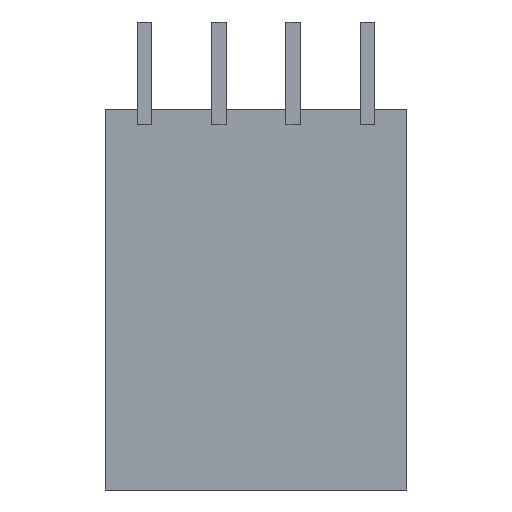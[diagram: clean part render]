
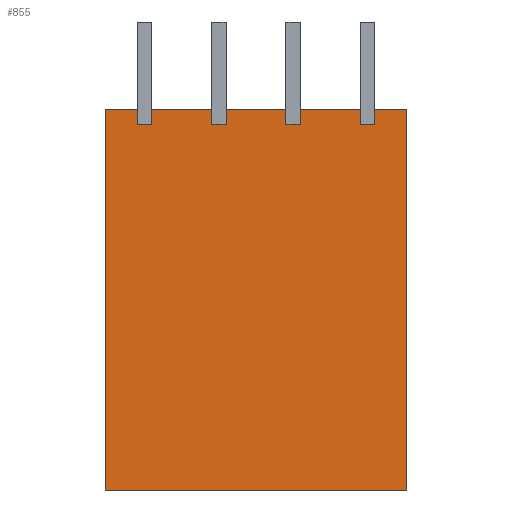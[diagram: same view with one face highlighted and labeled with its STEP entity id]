
A CAD part, front view. The second image highlights one B-rep face of the part: STEP entity #855.
In plain terms, the highlighted planar face has unit normal (0, -1, 0).
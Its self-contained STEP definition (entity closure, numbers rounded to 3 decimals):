
#19 = CARTESIAN_POINT ( 'NONE',  ( -3.56, 0., 6. ) ) ;
#29 = CARTESIAN_POINT ( 'NONE',  ( -1.02, 0., 6. ) ) ;
#30 = ORIENTED_EDGE ( 'NONE', *, *, #1294, .F. ) ;
#32 = VERTEX_POINT ( 'NONE', #1120 ) ;
#58 = CARTESIAN_POINT ( 'NONE',  ( -4.06, 0., 6.5 ) ) ;
#59 = LINE ( 'NONE', #883, #180 ) ;
#74 = VECTOR ( 'NONE', #471, 1000. ) ;
#99 = DIRECTION ( 'NONE',  ( 1., 0., 0. ) ) ;
#109 = EDGE_CURVE ( 'NONE', #716, #503, #607, .T. ) ;
#113 = ORIENTED_EDGE ( 'NONE', *, *, #748, .F. ) ;
#120 = VECTOR ( 'NONE', #980, 1000. ) ;
#121 = EDGE_CURVE ( 'NONE', #1101, #249, #501, .T. ) ;
#122 = ORIENTED_EDGE ( 'NONE', *, *, #121, .F. ) ;
#131 = ORIENTED_EDGE ( 'NONE', *, *, #560, .F. ) ;
#134 = DIRECTION ( 'NONE',  ( 0., 0., -1. ) ) ;
#147 = VECTOR ( 'NONE', #879, 1000. ) ;
#148 = ORIENTED_EDGE ( 'NONE', *, *, #1048, .F. ) ;
#150 = CARTESIAN_POINT ( 'NONE',  ( -3.56, 0., 6.5 ) ) ;
#167 = EDGE_CURVE ( 'NONE', #520, #1101, #847, .T. ) ;
#172 = CARTESIAN_POINT ( 'NONE',  ( 3.56, 0., 6.5 ) ) ;
#180 = VECTOR ( 'NONE', #1241, 1000. ) ;
#202 = EDGE_CURVE ( 'NONE', #1230, #1499, #776, .T. ) ;
#223 = DIRECTION ( 'NONE',  ( 0., 0., 1. ) ) ;
#228 = CARTESIAN_POINT ( 'NONE',  ( -3.56, 0., 6. ) ) ;
#233 = VERTEX_POINT ( 'NONE', #58 ) ;
#235 = LINE ( 'NONE', #1116, #625 ) ;
#241 = DIRECTION ( 'NONE',  ( 1., 0., 0. ) ) ;
#249 = VERTEX_POINT ( 'NONE', #307 ) ;
#252 = VECTOR ( 'NONE', #585, 1000. ) ;
#262 = LINE ( 'NONE', #1235, #935 ) ;
#263 = CARTESIAN_POINT ( 'NONE',  ( 4.06, 0., 6. ) ) ;
#266 = ORIENTED_EDGE ( 'NONE', *, *, #1063, .F. ) ;
#283 = ORIENTED_EDGE ( 'NONE', *, *, #305, .F. ) ;
#300 = AXIS2_PLACEMENT_3D ( 'NONE', #799, #1143, #1502 ) ;
#303 = FACE_OUTER_BOUND ( 'NONE', #1270, .T. ) ;
#305 = EDGE_CURVE ( 'NONE', #432, #1230, #1420, .T. ) ;
#307 = CARTESIAN_POINT ( 'NONE',  ( 4.06, 0., 6.5 ) ) ;
#319 = CARTESIAN_POINT ( 'NONE',  ( -1.52, 0., 6. ) ) ;
#321 = VECTOR ( 'NONE', #1517, 1000. ) ;
#327 = VECTOR ( 'NONE', #1194, 1000. ) ;
#332 = EDGE_CURVE ( 'NONE', #1196, #1260, #1545, .T. ) ;
#339 = LINE ( 'NONE', #475, #873 ) ;
#351 = CARTESIAN_POINT ( 'NONE',  ( -5.15, 0., 6.5 ) ) ;
#357 = LINE ( 'NONE', #1193, #757 ) ;
#367 = ORIENTED_EDGE ( 'NONE', *, *, #202, .F. ) ;
#376 = CARTESIAN_POINT ( 'NONE',  ( -5.15, 0., 6.5 ) ) ;
#432 = VERTEX_POINT ( 'NONE', #1175 ) ;
#436 = ORIENTED_EDGE ( 'NONE', *, *, #1348, .F. ) ;
#465 = DIRECTION ( 'NONE',  ( 0., 0., 1. ) ) ;
#471 = DIRECTION ( 'NONE',  ( 1., 0., 0. ) ) ;
#475 = CARTESIAN_POINT ( 'NONE',  ( 1.02, 0., 6. ) ) ;
#476 = CARTESIAN_POINT ( 'NONE',  ( -1.02, 0., 6.5 ) ) ;
#479 = LINE ( 'NONE', #228, #1303 ) ;
#487 = VECTOR ( 'NONE', #948, 1000. ) ;
#501 = LINE ( 'NONE', #1349, #120 ) ;
#503 = VERTEX_POINT ( 'NONE', #19 ) ;
#513 = ORIENTED_EDGE ( 'NONE', *, *, #1136, .F. ) ;
#520 = VERTEX_POINT ( 'NONE', #616 ) ;
#524 = ORIENTED_EDGE ( 'NONE', *, *, #1177, .F. ) ;
#549 = CARTESIAN_POINT ( 'NONE',  ( -5.15, 0., 6.5 ) ) ;
#554 = CARTESIAN_POINT ( 'NONE',  ( -4.06, 0., 6. ) ) ;
#558 = CARTESIAN_POINT ( 'NONE',  ( 1.02, 0., 6. ) ) ;
#560 = EDGE_CURVE ( 'NONE', #875, #1144, #262, .T. ) ;
#585 = DIRECTION ( 'NONE',  ( -1., 0., 0. ) ) ;
#607 = LINE ( 'NONE', #1100, #74 ) ;
#616 = CARTESIAN_POINT ( 'NONE',  ( 3.56, 0., 6. ) ) ;
#625 = VECTOR ( 'NONE', #1315, 1000. ) ;
#651 = CARTESIAN_POINT ( 'NONE',  ( 5.15, 0., 6.5 ) ) ;
#679 = LINE ( 'NONE', #549, #1523 ) ;
#695 = VECTOR ( 'NONE', #1525, 1000. ) ;
#699 = ORIENTED_EDGE ( 'NONE', *, *, #1060, .F. ) ;
#715 = DIRECTION ( 'NONE',  ( 0., 0., -1. ) ) ;
#716 = VERTEX_POINT ( 'NONE', #554 ) ;
#748 = EDGE_CURVE ( 'NONE', #1242, #233, #235, .T. ) ;
#757 = VECTOR ( 'NONE', #99, 1000. ) ;
#776 = LINE ( 'NONE', #29, #321 ) ;
#790 = ORIENTED_EDGE ( 'NONE', *, *, #332, .F. ) ;
#799 = CARTESIAN_POINT ( 'NONE',  ( 0., 0., 0. ) ) ;
#806 = LINE ( 'NONE', #1189, #940 ) ;
#839 = CARTESIAN_POINT ( 'NONE',  ( -1.02, 0., 6. ) ) ;
#847 = LINE ( 'NONE', #263, #147 ) ;
#855 = ADVANCED_FACE ( 'NONE', ( #303 ), #907, .T. ) ;
#856 = DIRECTION ( 'NONE',  ( 0., 0., 1. ) ) ;
#860 = ORIENTED_EDGE ( 'NONE', *, *, #167, .F. ) ;
#873 = VECTOR ( 'NONE', #715, 1000. ) ;
#875 = VERTEX_POINT ( 'NONE', #651 ) ;
#879 = DIRECTION ( 'NONE',  ( 1., 0., 0. ) ) ;
#883 = CARTESIAN_POINT ( 'NONE',  ( -5.15, 0., 6.5 ) ) ;
#884 = ORIENTED_EDGE ( 'NONE', *, *, #1093, .F. ) ;
#904 = VERTEX_POINT ( 'NONE', #150 ) ;
#907 = PLANE ( 'NONE',  #300 ) ;
#909 = DIRECTION ( 'NONE',  ( 1., 0., 0. ) ) ;
#932 = EDGE_CURVE ( 'NONE', #1260, #1572, #59, .T. ) ;
#935 = VECTOR ( 'NONE', #134, 1000. ) ;
#940 = VECTOR ( 'NONE', #1072, 1000. ) ;
#948 = DIRECTION ( 'NONE',  ( 0., 0., -1. ) ) ;
#952 = CARTESIAN_POINT ( 'NONE',  ( -5.15, 0., -6.5 ) ) ;
#955 = CARTESIAN_POINT ( 'NONE',  ( 3.56, 0., 6. ) ) ;
#959 = CARTESIAN_POINT ( 'NONE',  ( 5.15, 0., -6.5 ) ) ;
#965 = CARTESIAN_POINT ( 'NONE',  ( -5.15, 0., 6.5 ) ) ;
#971 = DIRECTION ( 'NONE',  ( 0., 0., 1. ) ) ;
#980 = DIRECTION ( 'NONE',  ( 0., 0., 1. ) ) ;
#1010 = VERTEX_POINT ( 'NONE', #558 ) ;
#1048 = EDGE_CURVE ( 'NONE', #233, #716, #806, .T. ) ;
#1060 = EDGE_CURVE ( 'NONE', #1144, #32, #1411, .T. ) ;
#1063 = EDGE_CURVE ( 'NONE', #1530, #1010, #339, .T. ) ;
#1071 = VECTOR ( 'NONE', #971, 1000. ) ;
#1072 = DIRECTION ( 'NONE',  ( 0., 0., -1. ) ) ;
#1079 = LINE ( 'NONE', #351, #1092 ) ;
#1092 = VECTOR ( 'NONE', #465, 1000. ) ;
#1093 = EDGE_CURVE ( 'NONE', #249, #875, #1332, .T. ) ;
#1100 = CARTESIAN_POINT ( 'NONE',  ( -3.56, 0., 6. ) ) ;
#1101 = VERTEX_POINT ( 'NONE', #1202 ) ;
#1108 = LINE ( 'NONE', #376, #695 ) ;
#1114 = CARTESIAN_POINT ( 'NONE',  ( -1.02, 0., 6. ) ) ;
#1115 = EDGE_CURVE ( 'NONE', #32, #1242, #1079, .T. ) ;
#1116 = CARTESIAN_POINT ( 'NONE',  ( -5.15, 0., 6.5 ) ) ;
#1120 = CARTESIAN_POINT ( 'NONE',  ( -5.15, 0., -6.5 ) ) ;
#1126 = ORIENTED_EDGE ( 'NONE', *, *, #1227, .F. ) ;
#1136 = EDGE_CURVE ( 'NONE', #1499, #1488, #1432, .T. ) ;
#1143 = DIRECTION ( 'NONE',  ( 0., -1., 0. ) ) ;
#1144 = VERTEX_POINT ( 'NONE', #959 ) ;
#1150 = VECTOR ( 'NONE', #241, 1000. ) ;
#1175 = CARTESIAN_POINT ( 'NONE',  ( -1.52, 0., 6.5 ) ) ;
#1177 = EDGE_CURVE ( 'NONE', #1010, #1196, #357, .T. ) ;
#1180 = EDGE_CURVE ( 'NONE', #503, #904, #479, .T. ) ;
#1189 = CARTESIAN_POINT ( 'NONE',  ( -4.06, 0., 6. ) ) ;
#1192 = VECTOR ( 'NONE', #223, 1000. ) ;
#1193 = CARTESIAN_POINT ( 'NONE',  ( 1.52, 0., 6. ) ) ;
#1194 = DIRECTION ( 'NONE',  ( 0., 0., -1. ) ) ;
#1196 = VERTEX_POINT ( 'NONE', #1563 ) ;
#1202 = CARTESIAN_POINT ( 'NONE',  ( 4.06, 0., 6. ) ) ;
#1227 = EDGE_CURVE ( 'NONE', #1572, #520, #1323, .T. ) ;
#1230 = VERTEX_POINT ( 'NONE', #1377 ) ;
#1235 = CARTESIAN_POINT ( 'NONE',  ( 5.15, 0., 6.5 ) ) ;
#1241 = DIRECTION ( 'NONE',  ( 1., 0., 0. ) ) ;
#1242 = VERTEX_POINT ( 'NONE', #1356 ) ;
#1247 = CARTESIAN_POINT ( 'NONE',  ( 1.02, 0., 6.5 ) ) ;
#1260 = VERTEX_POINT ( 'NONE', #1464 ) ;
#1270 = EDGE_LOOP ( 'NONE', ( #860, #1126, #1366, #790, #524, #266, #436, #513, #367, #283, #30, #1277, #1476, #148, #113, #1487, #699, #131, #884, #122 ) ) ;
#1277 = ORIENTED_EDGE ( 'NONE', *, *, #1180, .F. ) ;
#1294 = EDGE_CURVE ( 'NONE', #904, #432, #1108, .T. ) ;
#1303 = VECTOR ( 'NONE', #856, 1000. ) ;
#1315 = DIRECTION ( 'NONE',  ( 1., 0., 0. ) ) ;
#1323 = LINE ( 'NONE', #955, #487 ) ;
#1332 = LINE ( 'NONE', #965, #1150 ) ;
#1348 = EDGE_CURVE ( 'NONE', #1488, #1530, #679, .T. ) ;
#1349 = CARTESIAN_POINT ( 'NONE',  ( 4.06, 0., 6. ) ) ;
#1356 = CARTESIAN_POINT ( 'NONE',  ( -5.15, 0., 6.5 ) ) ;
#1366 = ORIENTED_EDGE ( 'NONE', *, *, #932, .F. ) ;
#1377 = CARTESIAN_POINT ( 'NONE',  ( -1.52, 0., 6. ) ) ;
#1411 = LINE ( 'NONE', #952, #252 ) ;
#1420 = LINE ( 'NONE', #319, #327 ) ;
#1432 = LINE ( 'NONE', #839, #1192 ) ;
#1442 = CARTESIAN_POINT ( 'NONE',  ( 1.52, 0., 6. ) ) ;
#1464 = CARTESIAN_POINT ( 'NONE',  ( 1.52, 0., 6.5 ) ) ;
#1476 = ORIENTED_EDGE ( 'NONE', *, *, #109, .F. ) ;
#1487 = ORIENTED_EDGE ( 'NONE', *, *, #1115, .F. ) ;
#1488 = VERTEX_POINT ( 'NONE', #476 ) ;
#1499 = VERTEX_POINT ( 'NONE', #1114 ) ;
#1502 = DIRECTION ( 'NONE',  ( 0., 0., -1. ) ) ;
#1517 = DIRECTION ( 'NONE',  ( 1., 0., 0. ) ) ;
#1523 = VECTOR ( 'NONE', #909, 1000. ) ;
#1525 = DIRECTION ( 'NONE',  ( 1., 0., 0. ) ) ;
#1530 = VERTEX_POINT ( 'NONE', #1247 ) ;
#1545 = LINE ( 'NONE', #1442, #1071 ) ;
#1563 = CARTESIAN_POINT ( 'NONE',  ( 1.52, 0., 6. ) ) ;
#1572 = VERTEX_POINT ( 'NONE', #172 ) ;
